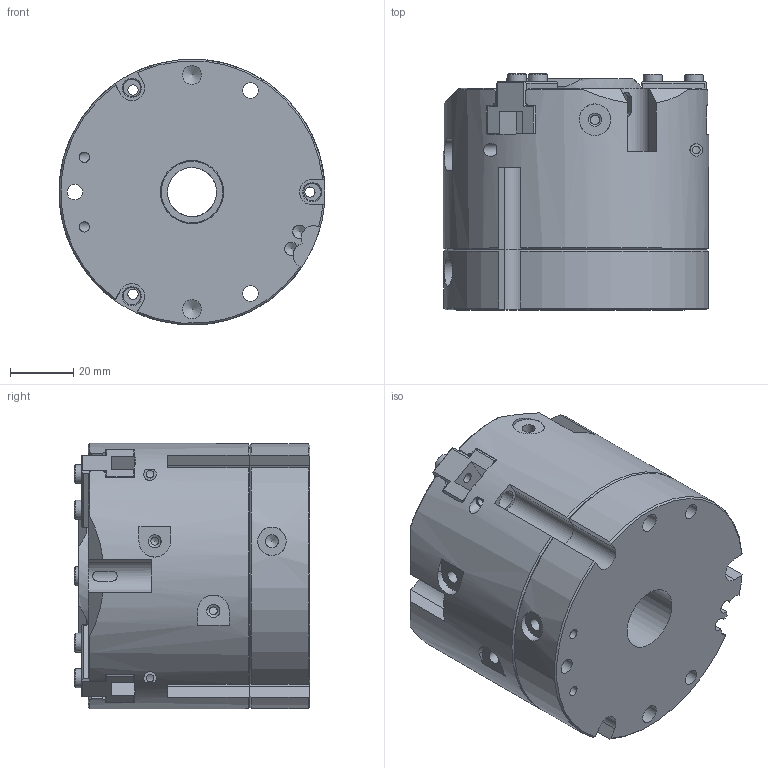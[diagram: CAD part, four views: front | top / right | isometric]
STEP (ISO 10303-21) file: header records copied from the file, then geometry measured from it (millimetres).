
FILE_DESCRIPTION(/* description */ ('ASSIEME CORSA 6 mm PER GRIFFA'),/* implementation_level */ '2;1');
FILE_NAME(/* name */ 'FBM-85-MC.stp',/* time_stamp */ '2021-07-20T09:59:36+02:00',/* author */ ('Francesca'),/* organization */ (''),/* preprocessor_version */ 'ST-DEVELOPER v17',/* originating_system */ 'Autodesk Inventor 2019',/* authorisation */ '');
FILE_SCHEMA (('AUTOMOTIVE_DESIGN { 1 0 10303 214 3 1 1 }'));
Length unit declared in the file: millimetre
Products named in the file (8): FBM-85-MA-MC-CLIENTE; FBM-85-CORPO(EX MFB)-CLIENTE; MFB-85-COPERCHIO; PZP-64-GRIFFA C1-CLIENTE; BOCCOLA 6H7L5; ISO 7380-1 - M3 x 25; MFB-85-FONDELLO MC-MA-CLIENTE; MFB-140-S
Assembly tree (16 placements, depth 2):
  FBM-85-MA-MC-CLIENTE
    FBM-85-CORPO(EX MFB)-CLIENTE
    MFB-85-COPERCHIO
    PZP-64-GRIFFA C1-CLIENTE  x3
    BOCCOLA 6H7L5  x6
    ISO 7380-1 - M3 x 25  x3
    MFB-85-FONDELLO MC-MA-CLIENTE
    MFB-140-S
Bounding box: 83.99 x 74.5 x 83.92 mm (x, y, z)
Volume: 302040.4 mm3; surface area: 78975.3 mm2
Topology: 16 solids, 16 shells, 528 faces, 1456 edges, 979 vertices
Faces by surface type: plane 303, cylinder 143, cone 76, torus 3, bspline 3
Full cylindrical faces by diameter (mm): 2.013 x3, 2.459 x6, 2.5 x2, 3 x4, 3.242 x11, 3.5 x3, 4 x1, 4.134 x4, 4.2 x6, 4.917 x3, 5.5 x3, 5.7 x3, 6 x19, 6.1 x3, 6.5 x3, 7.1 x3, 9 x1, 10 x1, 15.5 x2, 20 x3, 30 x1, 62 x2, 65 x1, 66 x1, 84 x1
Entity records: 13372 total; most frequent: CARTESIAN_POINT 3246, DIRECTION 2095, ORIENTED_EDGE 2040, EDGE_CURVE 1020, AXIS2_PLACEMENT_3D 798, VERTEX_POINT 697, LINE 499, VECTOR 499
